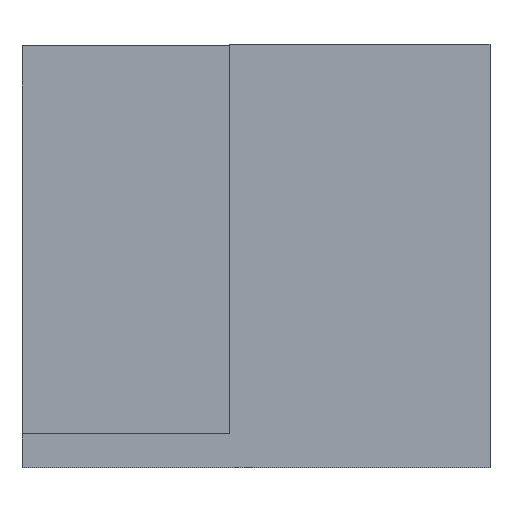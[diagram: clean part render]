
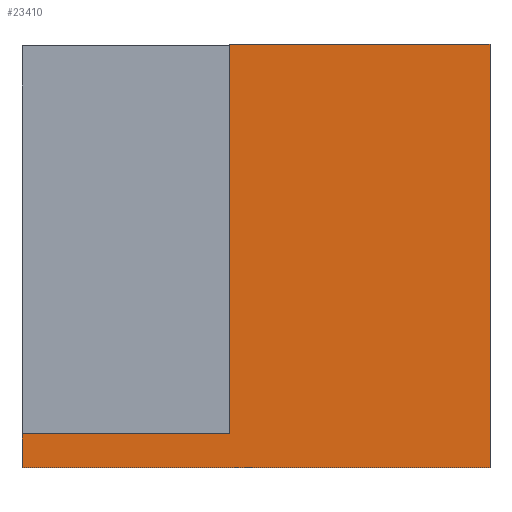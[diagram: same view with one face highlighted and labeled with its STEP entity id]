
A CAD part, front view. The second image highlights one B-rep face of the part: STEP entity #23410.
In plain terms, the highlighted face is planar.
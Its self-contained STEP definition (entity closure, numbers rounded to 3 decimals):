
#1100=CARTESIAN_POINT('',(50.941,-49.822,
-18.85));
#1110=VERTEX_POINT('',#1100);
#1140=CARTESIAN_POINT('',(50.941,-13.322,
-18.85));
#1150=DIRECTION('',(0.,-1.,0.));
#1160=VECTOR('',#1150,1.);
#1170=LINE('',#1140,#1160);
#1180=CARTESIAN_POINT('',(50.941,-13.322,
-18.85));
#1190=VERTEX_POINT('',#1180);
#1200=EDGE_CURVE('',#1190,#1110,#1170,.T.);
#2970=CARTESIAN_POINT('',(50.973,-13.322,0.));
#2980=DIRECTION('',(0.002,0.,1.));
#2990=VECTOR('',#2980,1.);
#3000=LINE('',#2970,#2990);
#3010=CARTESIAN_POINT('',(50.998,-13.322,
14.194));
#3020=VERTEX_POINT('',#3010);
#3030=EDGE_CURVE('',#1190,#3020,#3000,.T.);
#8390=CARTESIAN_POINT('',(50.998,-17.072,
14.194));
#8400=DIRECTION('',(0.,1.,0.));
#8410=VECTOR('',#8400,1.);
#8420=LINE('',#8390,#8410);
#8430=CARTESIAN_POINT('',(50.998,-33.672,
14.194));
#8440=VERTEX_POINT('',#8430);
#8450=EDGE_CURVE('',#8440,#3020,#8420,.T.);
#22110=CARTESIAN_POINT('',(50.945,0.,-16.2));
#22120=DIRECTION('',(0.,-1.,0.));
#22130=VECTOR('',#22120,1.);
#22140=LINE('',#22110,#22130);
#22150=CARTESIAN_POINT('',(50.945,-33.672,-16.2));
#22160=VERTEX_POINT('',#22150);
#22170=CARTESIAN_POINT('',(50.945,-49.822,-16.2));
#22180=VERTEX_POINT('',#22170);
#22190=EDGE_CURVE('',#22160,#22180,#22140,.T.);
#22470=CARTESIAN_POINT('',(50.973,-49.822,0.));
#22480=DIRECTION('',(0.002,0.,1.));
#22490=VECTOR('',#22480,1.);
#22500=LINE('',#22470,#22490);
#22510=EDGE_CURVE('',#1110,#22180,#22500,.T.);
#23230=CARTESIAN_POINT('',(50.941,-13.322,
-18.85));
#23240=DIRECTION('',(1.,0.,-0.002));
#23250=DIRECTION('',(0.,1.,0.));
#23260=AXIS2_PLACEMENT_3D('',#23230,#23240,#23250);
#23270=PLANE('',#23260);
#23280=ORIENTED_EDGE('',*,*,#8450,.F.);
#23290=ORIENTED_EDGE('',*,*,#3030,.T.);
#23300=ORIENTED_EDGE('',*,*,#1200,.F.);
#23310=ORIENTED_EDGE('',*,*,#22510,.F.);
#23320=ORIENTED_EDGE('',*,*,#22190,.T.);
#23330=CARTESIAN_POINT('',(50.973,-33.672,0.));
#23340=DIRECTION('',(-0.002,0.,-1.));
#23350=VECTOR('',#23340,1.);
#23360=LINE('',#23330,#23350);
#23370=EDGE_CURVE('',#8440,#22160,#23360,.T.);
#23380=ORIENTED_EDGE('',*,*,#23370,.T.);
#23390=EDGE_LOOP('',(#23380,#23320,#23310,#23300,#23290,#23280));
#23400=FACE_OUTER_BOUND('',#23390,.T.);
#23410=ADVANCED_FACE('',(#23400),#23270,.T.);
